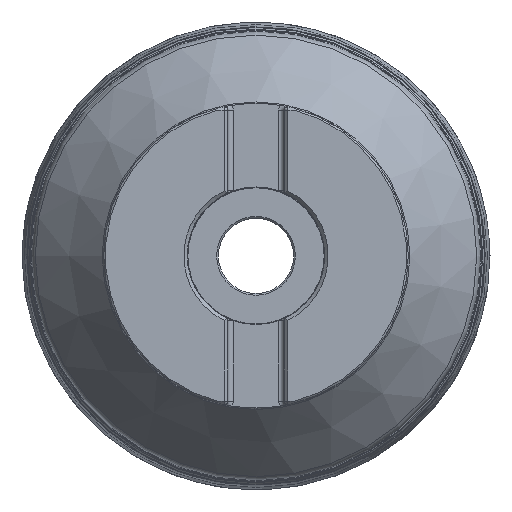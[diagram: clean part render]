
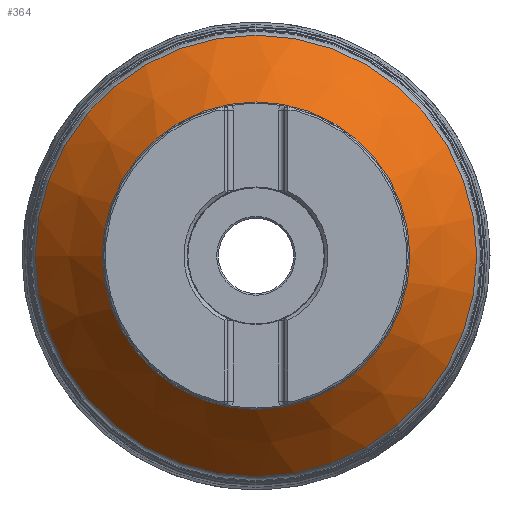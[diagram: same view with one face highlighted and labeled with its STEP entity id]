
A CAD part, top view. The second image highlights one B-rep face of the part: STEP entity #364.
In plain terms, the highlighted conical face has half-angle 38.878 degrees and reference radius 44.5 mm.
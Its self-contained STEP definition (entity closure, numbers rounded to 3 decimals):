
#88=CONICAL_SURFACE('',#2269,44.5,38.878);
#364=ADVANCED_FACE('',(#990,#991),#88,.T.);
#774=CIRCLE('',#2267,44.943);
#775=CIRCLE('',#2268,64.492);
#990=FACE_BOUND('',#1210,.T.);
#991=FACE_BOUND('',#1211,.T.);
#1210=EDGE_LOOP('',(#1503));
#1211=EDGE_LOOP('',(#1504));
#1503=ORIENTED_EDGE('',*,*,#2050,.T.);
#1504=ORIENTED_EDGE('',*,*,#2051,.T.);
#1867=VERTEX_POINT('',#4029);
#1868=VERTEX_POINT('',#4031);
#2050=EDGE_CURVE('',#1867,#1867,#774,.T.);
#2051=EDGE_CURVE('',#1868,#1868,#775,.T.);
#2267=AXIS2_PLACEMENT_3D('',#4028,#2682,#2683);
#2268=AXIS2_PLACEMENT_3D('',#4030,#2684,#2685);
#2269=AXIS2_PLACEMENT_3D('',#4032,#2686,#2687);
#2682=DIRECTION('',(0.,0.,-1.));
#2683=DIRECTION('',(-1.,0.,0.));
#2684=DIRECTION('',(0.,0.,1.));
#2685=DIRECTION('',(1.,0.,0.));
#2686=DIRECTION('',(0.,0.,-1.));
#2687=DIRECTION('',(-1.,0.,0.));
#4028=CARTESIAN_POINT('',(0.,0.,-15.549));
#4029=CARTESIAN_POINT('',(-44.943,0.,-15.549));
#4030=CARTESIAN_POINT('',(0.,0.,-39.796));
#4031=CARTESIAN_POINT('',(64.492,0.,-39.796));
#4032=CARTESIAN_POINT('',(0.,0.,-15.));
